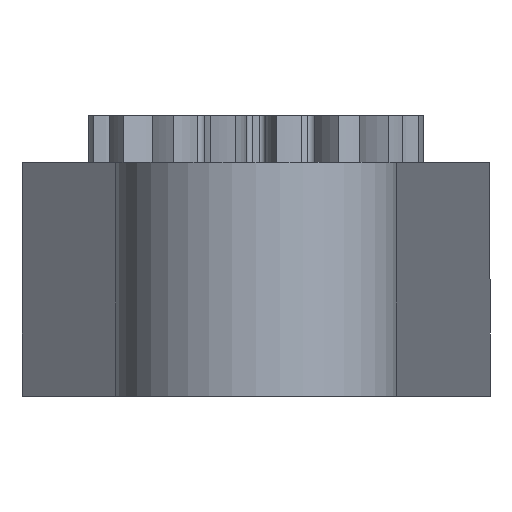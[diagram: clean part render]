
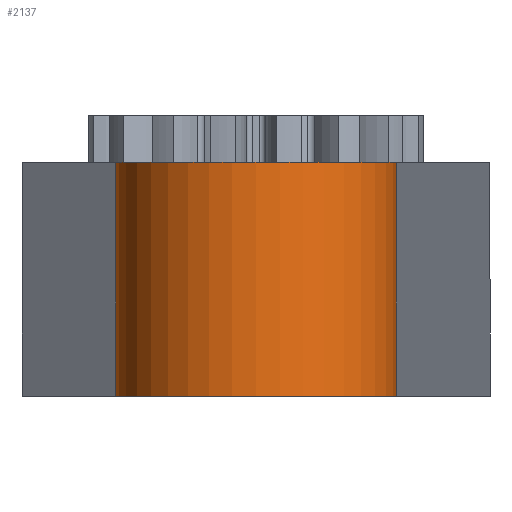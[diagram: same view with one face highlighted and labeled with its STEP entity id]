
A CAD part, front view. The second image highlights one B-rep face of the part: STEP entity #2137.
In plain terms, the highlighted cylindrical face has radius 15 mm (diameter 30 mm), a partial arc.
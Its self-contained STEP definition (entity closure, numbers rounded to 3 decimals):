
#3 = EDGE_CURVE ( 'NONE', #2277, #1570, #359, .T. ) ;
#299 = EDGE_CURVE ( 'NONE', #3601, #2277, #2704, .T. ) ;
#359 = CIRCLE ( 'NONE', #1827, 15. ) ;
#615 = CARTESIAN_POINT ( 'NONE',  ( -39.981, -249.246, 25. ) ) ;
#631 = CARTESIAN_POINT ( 'NONE',  ( -10.019, -249.246, 10. ) ) ;
#822 = VERTEX_POINT ( 'NONE', #2461 ) ;
#825 = ORIENTED_EDGE ( 'NONE', *, *, #3, .T. ) ;
#902 = ORIENTED_EDGE ( 'NONE', *, *, #1242, .F. ) ;
#969 = ORIENTED_EDGE ( 'NONE', *, *, #299, .T. ) ;
#1024 = EDGE_CURVE ( 'NONE', #3601, #822, #1174, .T. ) ;
#1174 = CIRCLE ( 'NONE', #3793, 15. ) ;
#1213 = DIRECTION ( 'NONE',  ( 1., 0., 0. ) ) ;
#1242 = EDGE_CURVE ( 'NONE', #822, #1570, #2292, .T. ) ;
#1276 = DIRECTION ( 'NONE',  ( 0., 0., 1. ) ) ;
#1301 = DIRECTION ( 'NONE',  ( 0., 0., -1. ) ) ;
#1341 = FACE_OUTER_BOUND ( 'NONE', #2075, .T. ) ;
#1380 = CARTESIAN_POINT ( 'NONE',  ( -25., -248.492, 10. ) ) ;
#1484 = VECTOR ( 'NONE', #4019, 1000. ) ;
#1497 = VECTOR ( 'NONE', #1591, 1000. ) ;
#1501 = CARTESIAN_POINT ( 'NONE',  ( -39.981, -249.246, 10. ) ) ;
#1547 = CARTESIAN_POINT ( 'NONE',  ( -25., -248.492, 0. ) ) ;
#1570 = VERTEX_POINT ( 'NONE', #3446 ) ;
#1591 = DIRECTION ( 'NONE',  ( 0., 0., -1. ) ) ;
#1792 = AXIS2_PLACEMENT_3D ( 'NONE', #1380, #1301, #2587 ) ;
#1827 = AXIS2_PLACEMENT_3D ( 'NONE', #1547, #1276, #1213 ) ;
#2026 = DIRECTION ( 'NONE',  ( 0., 0., 1. ) ) ;
#2075 = EDGE_LOOP ( 'NONE', ( #825, #902, #2175, #969 ) ) ;
#2137 = ADVANCED_FACE ( 'NONE', ( #1341 ), #2951, .T. ) ;
#2175 = ORIENTED_EDGE ( 'NONE', *, *, #1024, .F. ) ;
#2277 = VERTEX_POINT ( 'NONE', #3404 ) ;
#2292 = LINE ( 'NONE', #631, #1497 ) ;
#2376 = CARTESIAN_POINT ( 'NONE',  ( -25., -248.492, 25. ) ) ;
#2461 = CARTESIAN_POINT ( 'NONE',  ( -10.019, -249.246, 25. ) ) ;
#2587 = DIRECTION ( 'NONE',  ( -1., 0., 0. ) ) ;
#2704 = LINE ( 'NONE', #1501, #1484 ) ;
#2951 = CYLINDRICAL_SURFACE ( 'NONE', #1792, 15. ) ;
#3030 = DIRECTION ( 'NONE',  ( 1., 0., 0. ) ) ;
#3404 = CARTESIAN_POINT ( 'NONE',  ( -39.981, -249.246, 0. ) ) ;
#3446 = CARTESIAN_POINT ( 'NONE',  ( -10.019, -249.246, 0. ) ) ;
#3601 = VERTEX_POINT ( 'NONE', #615 ) ;
#3793 = AXIS2_PLACEMENT_3D ( 'NONE', #2376, #2026, #3030 ) ;
#4019 = DIRECTION ( 'NONE',  ( 0., 0., -1. ) ) ;
